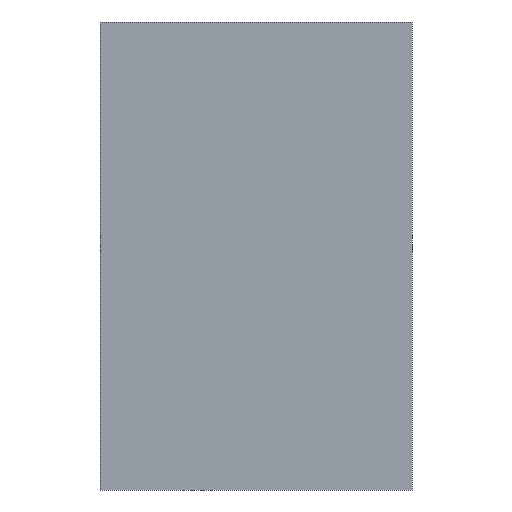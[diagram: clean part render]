
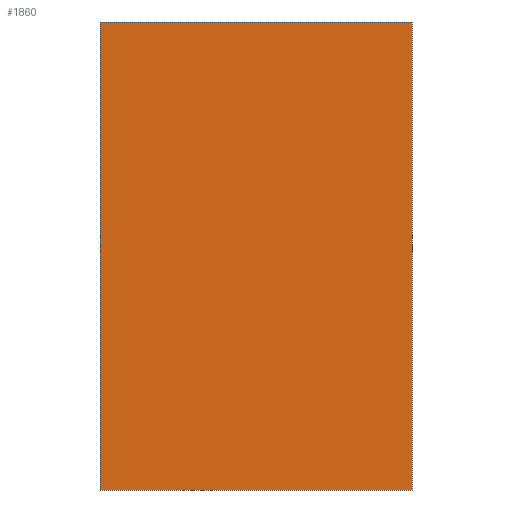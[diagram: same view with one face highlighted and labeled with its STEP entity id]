
A CAD part, front view. The second image highlights one B-rep face of the part: STEP entity #1860.
In plain terms, the highlighted planar face has unit normal (0, -1, 0).
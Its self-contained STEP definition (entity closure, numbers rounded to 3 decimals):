
#64 = CARTESIAN_POINT ( 'NONE',  ( 11., 0., 0. ) ) ;
#640 = CARTESIAN_POINT ( 'NONE',  ( 0., 0., -16.5 ) ) ;
#744 = FACE_OUTER_BOUND ( 'NONE', #1635, .T. ) ;
#869 = EDGE_CURVE ( 'NONE', #6144, #2212, #4414, .T. ) ;
#1365 = EDGE_CURVE ( 'NONE', #4648, #6144, #3138, .T. ) ;
#1518 = EDGE_CURVE ( 'NONE', #5173, #4648, #6036, .T. ) ;
#1590 = PLANE ( 'NONE',  #5804 ) ;
#1635 = EDGE_LOOP ( 'NONE', ( #4559, #4840, #5207, #3404 ) ) ;
#1668 = VECTOR ( 'NONE', #3318, 1000. ) ;
#1767 = VECTOR ( 'NONE', #4298, 1000. ) ;
#1860 = ADVANCED_FACE ( 'NONE', ( #744 ), #1590, .F. ) ;
#2011 = CARTESIAN_POINT ( 'NONE',  ( -11., 0., -16.5 ) ) ;
#2165 = CARTESIAN_POINT ( 'NONE',  ( -11., 0., 0. ) ) ;
#2212 = VERTEX_POINT ( 'NONE', #2011 ) ;
#2780 = CARTESIAN_POINT ( 'NONE',  ( 11., 0., -16.5 ) ) ;
#2959 = DIRECTION ( 'NONE',  ( 1., 0., 0. ) ) ;
#2960 = CARTESIAN_POINT ( 'NONE',  ( 11., 0., 16.5 ) ) ;
#3138 = LINE ( 'NONE', #64, #1767 ) ;
#3318 = DIRECTION ( 'NONE',  ( 0., 0., 1. ) ) ;
#3404 = ORIENTED_EDGE ( 'NONE', *, *, #869, .F. ) ;
#3592 = CARTESIAN_POINT ( 'NONE',  ( -11., 0., 16.5 ) ) ;
#3958 = CARTESIAN_POINT ( 'NONE',  ( 0., 0., 16.5 ) ) ;
#4223 = VECTOR ( 'NONE', #2959, 1000. ) ;
#4298 = DIRECTION ( 'NONE',  ( 0., 0., -1. ) ) ;
#4414 = LINE ( 'NONE', #640, #5312 ) ;
#4559 = ORIENTED_EDGE ( 'NONE', *, *, #1365, .F. ) ;
#4648 = VERTEX_POINT ( 'NONE', #2960 ) ;
#4833 = DIRECTION ( 'NONE',  ( 0., 0., 1. ) ) ;
#4840 = ORIENTED_EDGE ( 'NONE', *, *, #1518, .F. ) ;
#5173 = VERTEX_POINT ( 'NONE', #3592 ) ;
#5207 = ORIENTED_EDGE ( 'NONE', *, *, #5980, .F. ) ;
#5228 = CARTESIAN_POINT ( 'NONE',  ( 0., 0., 0. ) ) ;
#5312 = VECTOR ( 'NONE', #5924, 1000. ) ;
#5374 = LINE ( 'NONE', #2165, #1668 ) ;
#5804 = AXIS2_PLACEMENT_3D ( 'NONE', #5228, #6332, #4833 ) ;
#5924 = DIRECTION ( 'NONE',  ( -1., 0., 0. ) ) ;
#5980 = EDGE_CURVE ( 'NONE', #2212, #5173, #5374, .T. ) ;
#6036 = LINE ( 'NONE', #3958, #4223 ) ;
#6144 = VERTEX_POINT ( 'NONE', #2780 ) ;
#6332 = DIRECTION ( 'NONE',  ( 0., 1., 0. ) ) ;
